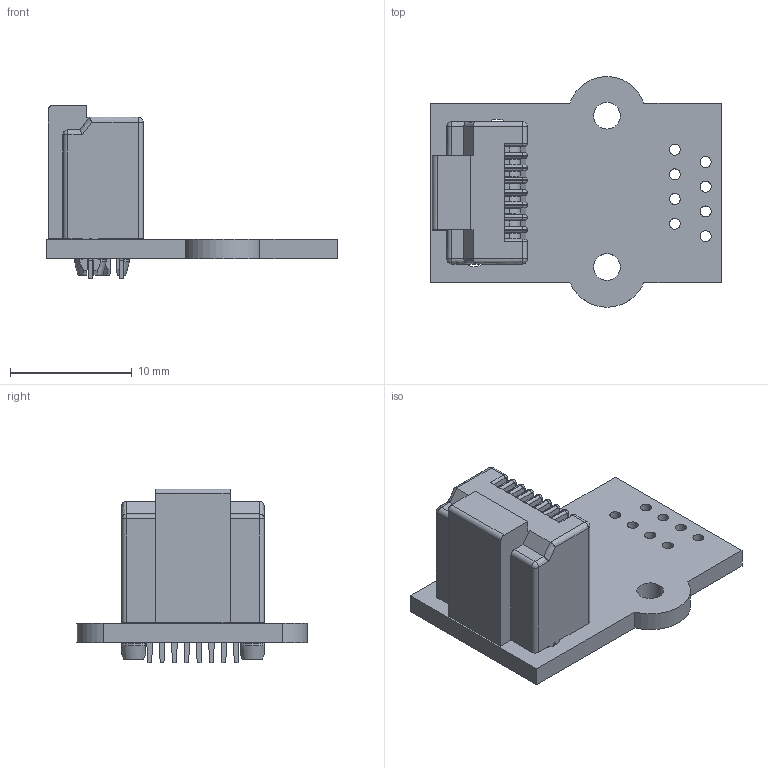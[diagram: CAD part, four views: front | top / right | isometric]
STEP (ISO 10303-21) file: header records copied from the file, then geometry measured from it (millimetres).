
FILE_DESCRIPTION(('KiCad electronic assembly'),'2;1');
FILE_NAME('rj45_jack.stp','2022-12-09T10:26:30',('Pcbnew'),('Kicad'), 'Open CASCADE STEP processor 7.6','KiCad to STEP converter','Unknown' );
FILE_SCHEMA(('AUTOMOTIVE_DESIGN { 1 0 10303 214 1 1 1 1 }'));
Length unit declared in the file: millimetre
Products named in the file (4): rj45_jack 1; Metz_RJ45P_AJP92A8813; SOLID; rj45_jack PCB
Assembly tree (3 placements, depth 3):
  rj45_jack 1
    Metz_RJ45P_AJP92A8813
      SOLID
    rj45_jack PCB
Bounding box: 23.88 x 18.95 x 14.3 mm (x, y, z)
Volume: 1278.1 mm3; surface area: 2158.5 mm2
Topology: 2 solids, 2 shells, 499 faces, 1383 edges, 890 vertices
Faces by surface type: bspline 469, cylinder 22, plane 8
Full cylindrical faces by diameter (mm): 0.9 x16, 2.2 x2, 2.36 x2
Entity records: 31069 total; most frequent: CARTESIAN_POINT 12821, B_SPLINE_CURVE_WITH_KNOTS 3495, ORIENTED_EDGE 2758, PCURVE 2758, DEFINITIONAL_REPRESENTATION 2758, EDGE_CURVE 1379, SURFACE_CURVE 1359, VERTEX_POINT 890
